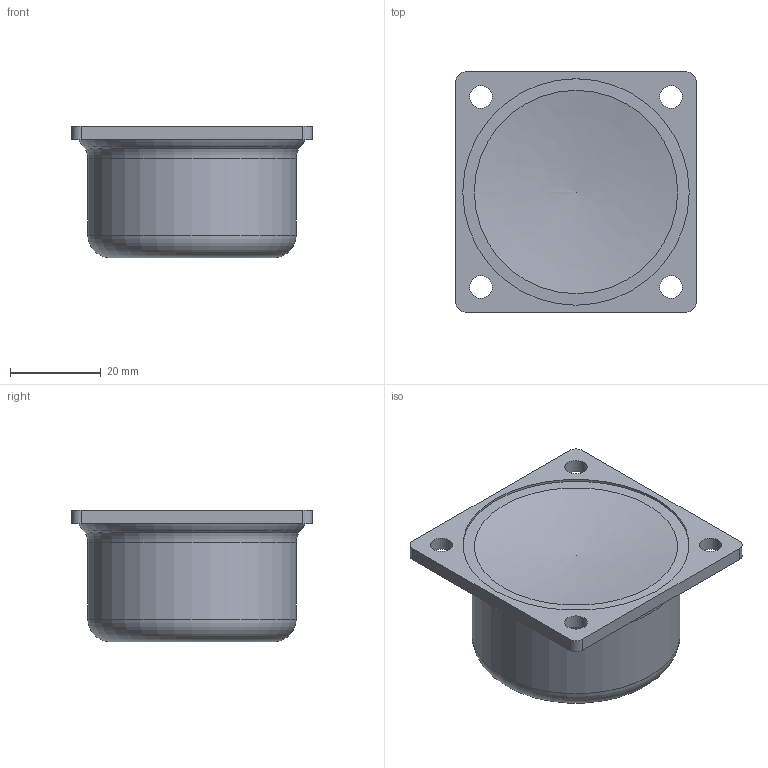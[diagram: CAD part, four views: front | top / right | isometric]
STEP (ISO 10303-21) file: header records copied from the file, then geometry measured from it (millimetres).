
FILE_DESCRIPTION(/* description */ (''),/* implementation_level */ '2;1');
FILE_NAME(/* name */ 'Speaker.step',/* time_stamp */ '2026-01-22T12:03:46+01:00',/* author */ ('erikt'),/* organization */ (''),/* preprocessor_version */ 'ST-DEVELOPER v19.2',/* originating_system */ 'Autodesk Inventor 2024',/* authorisation */ '');
FILE_SCHEMA (('CONFIG_CONTROL_DESIGN'));
Length unit declared in the file: millimetre
Products named in the file (1): Bauteil1
Bounding box: 53 x 53 x 29 mm (x, y, z)
Volume: 48503 mm3; surface area: 9610.3 mm2
Topology: 1 solids, 1 shells, 23 faces, 57 edges, 37 vertices
Faces by surface type: cylinder 10, plane 7, torus 3, cone 2, bspline 1
Full cylindrical faces by diameter (mm): 5 x4, 46 x1, 50 x1
Entity records: 775 total; most frequent: CARTESIAN_POINT 143, DIRECTION 134, ORIENTED_EDGE 112, EDGE_CURVE 56, AXIS2_PLACEMENT_3D 55, VERTEX_POINT 37, EDGE_LOOP 33, CIRCLE 32
